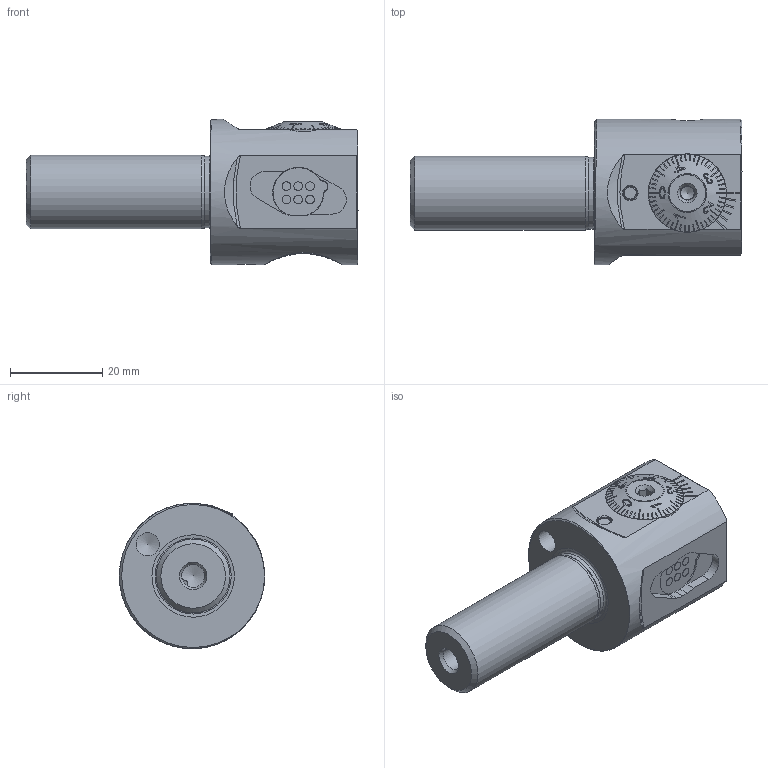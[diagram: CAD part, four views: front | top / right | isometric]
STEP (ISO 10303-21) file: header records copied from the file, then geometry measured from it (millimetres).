
FILE_DESCRIPTION (( 'STEP AP214' ), '1' );
FILE_NAME ('SH2.A32.DA4.032.STEP', '2020-12-17T10:38:27', ( '' ), ( '' ), 'SwSTEP 2.0', 'SolidWorks 2017', '' );
FILE_SCHEMA (( 'AUTOMOTIVE_DESIGN' ));
Length unit declared in the file: millimetre
Products named in the file (18): Axx-BG4.003.xxx_A_A32; ISO 4026 - M6 x 10; PEE-DA3.011.026_A; ISO 4026 - M6 x 5_PreviewCfg; A32-BG1.010.045_B_M8x0.25; A32-BG1.DA4.017; F32-BG2.017.003_A; Klebstoff D6; A32-BG2.014.010_A; A32-BG1.DA3.017_A; Fxx-MAB.xxx.xxx_A_F32x1.3; F32-BG2.017.004_A; SH2.A32.DA4.032; A32-BG2.009.004_A; A32-BG3.006.024_A; DIN 3771 - 15x1.0; SH2-A32.DA3.032_A_bohrungen gef〕lt; WCA-ER2.001.007_A
Assembly tree (18 placements, depth 3):
  SH2.A32.DA4.032
    SH2-A32.DA3.032_A_bohrungen gef〕lt
    A32-BG1.DA4.017
      A32-BG1.DA3.017_A
      A32-BG1.010.045_B_M8x0.25
      A32-BG2.009.004_A
      A32-BG2.014.010_A
      F32-BG2.017.003_A
      F32-BG2.017.004_A
      Fxx-MAB.xxx.xxx_A_F32x1.3
      ISO 4026 - M6 x 10  x2
      DIN 3771 - 15x1.0
    A32-BG3.006.024_A
    ISO 4026 - M6 x 5_PreviewCfg
    WCA-ER2.001.007_A
    Axx-BG4.003.xxx_A_A32
    Klebstoff D6
    PEE-DA3.011.026_A
Bounding box: 72 x 31.5 x 31.5 mm (x, y, z)
Volume: 27089.4 mm3; surface area: 16506 mm2
Topology: 17 solids, 17 shells, 700 faces, 1816 edges, 1181 vertices
Faces by surface type: plane 416, cone 119, cylinder 104, bspline 38, torus 22, sphere 1
Full cylindrical faces by diameter (mm): 1 x1, 1.499 x1, 1.5 x1, 1.9 x6, 2 x1, 2.1 x2, 2.5 x3, 2.7 x1, 2.9 x1, 3 x3, 3.3 x2, 4 x1, 4.15 x1, 5 x7, 5.95 x1, 6 x5, 7 x1, 7.6 x1, 7.75 x1, 7.95 x1, 8 x3, 8.4 x1, 10 x3, 10.2 x1, 10.3 x1, 10.55 x1, 14 x2, 14.65 x1, 15.6 x1, 16 x1
Entity records: 30198 total; most frequent: CARTESIAN_POINT 12465, ORIENTED_EDGE 3228, DIRECTION 2797, EDGE_CURVE 1614, VERTEX_POINT 1126, AXIS2_PLACEMENT_3D 1030, EDGE_LOOP 890, FACE_OUTER_BOUND 770
